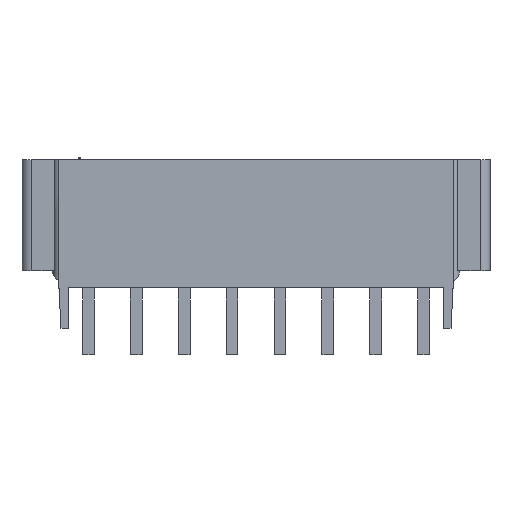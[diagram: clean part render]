
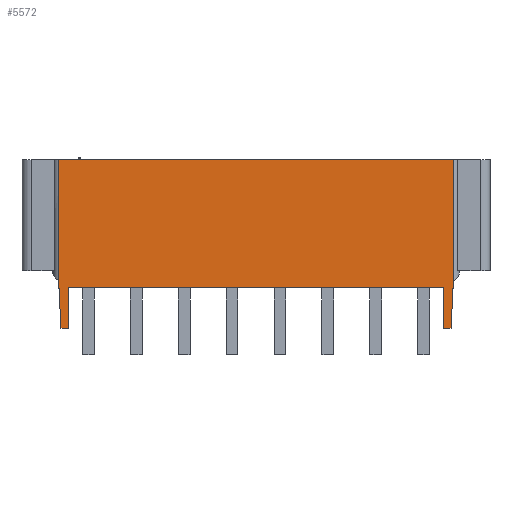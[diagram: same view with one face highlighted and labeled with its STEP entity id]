
A CAD part, front view. The second image highlights one B-rep face of the part: STEP entity #5572.
In plain terms, the highlighted planar face has unit normal (0, -1, 0).
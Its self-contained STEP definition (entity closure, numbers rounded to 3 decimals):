
#92=DIRECTION('',(1.,0.,0.));
#93=VECTOR('',#92,20.955);
#94=CARTESIAN_POINT('',(-10.478,-2.388,0.));
#95=LINE('',#94,#93);
#386=DIRECTION('',(1.,0.,0.));
#387=VECTOR('',#386,19.939);
#388=CARTESIAN_POINT('',(-9.97,-2.388,-6.807));
#389=LINE('',#388,#387);
#390=DIRECTION('',(-0.05,0.,0.999));
#391=VECTOR('',#390,2.543);
#392=CARTESIAN_POINT('',(-10.351,-2.388,-8.966));
#393=LINE('',#392,#391);
#394=DIRECTION('',(0.,0.,1.));
#395=VECTOR('',#394,6.426);
#396=CARTESIAN_POINT('',(-10.478,-2.388,-6.426));
#397=LINE('',#396,#395);
#398=DIRECTION('',(0.,0.,-1.));
#399=VECTOR('',#398,6.426);
#400=CARTESIAN_POINT('',(10.478,-2.388,0.));
#401=LINE('',#400,#399);
#402=DIRECTION('',(-0.05,0.,-0.999));
#403=VECTOR('',#402,2.543);
#404=CARTESIAN_POINT('',(10.478,-2.388,-6.426));
#405=LINE('',#404,#403);
#410=DIRECTION('',(0.,0.,-1.));
#411=VECTOR('',#410,2.159);
#412=CARTESIAN_POINT('',(9.97,-2.388,-6.807));
#413=LINE('',#412,#411);
#431=DIRECTION('',(1.,0.,0.));
#432=VECTOR('',#431,0.381);
#433=CARTESIAN_POINT('',(9.97,-2.388,-8.966));
#434=LINE('',#433,#432);
#718=DIRECTION('',(0.,0.,-1.));
#719=VECTOR('',#718,2.159);
#720=CARTESIAN_POINT('',(-9.97,-2.388,-6.807));
#721=LINE('',#720,#719);
#740=DIRECTION('',(1.,0.,0.));
#741=VECTOR('',#740,0.381);
#742=CARTESIAN_POINT('',(-10.351,-2.388,-8.966));
#743=LINE('',#742,#741);
#4301=CARTESIAN_POINT('',(9.97,-2.388,-8.966));
#4303=VERTEX_POINT('',#4301);
#4306=CARTESIAN_POINT('',(-10.478,-2.388,0.));
#4307=VERTEX_POINT('',#4306);
#4308=CARTESIAN_POINT('',(10.478,-2.388,0.));
#4309=VERTEX_POINT('',#4308);
#4310=CARTESIAN_POINT('',(-9.97,-2.388,-8.966));
#4312=VERTEX_POINT('',#4310);
#4348=CARTESIAN_POINT('',(10.351,-2.388,-8.966));
#4350=VERTEX_POINT('',#4348);
#4353=CARTESIAN_POINT('',(10.478,-2.388,-6.426));
#4354=VERTEX_POINT('',#4353);
#4355=CARTESIAN_POINT('',(-10.351,-2.388,-8.966));
#4356=CARTESIAN_POINT('',(-10.478,-2.388,-6.426));
#4357=VERTEX_POINT('',#4355);
#4358=VERTEX_POINT('',#4356);
#4362=CARTESIAN_POINT('',(9.97,-2.388,-6.807));
#4363=VERTEX_POINT('',#4362);
#4364=CARTESIAN_POINT('',(-9.97,-2.388,-6.807));
#4365=VERTEX_POINT('',#4364);
#5549=CARTESIAN_POINT('',(-10.478,-2.388,0.));
#5550=DIRECTION('',(0.,-1.,0.));
#5551=DIRECTION('',(1.,0.,0.));
#5552=AXIS2_PLACEMENT_3D('',#5549,#5550,#5551);
#5553=PLANE('',#5552);
#5555=ORIENTED_EDGE('',*,*,#5554,.F.);
#5556=ORIENTED_EDGE('',*,*,#5397,.F.);
#5558=ORIENTED_EDGE('',*,*,#5557,.T.);
#5560=ORIENTED_EDGE('',*,*,#5559,.F.);
#5561=ORIENTED_EDGE('',*,*,#5527,.T.);
#5562=ORIENTED_EDGE('',*,*,#5544,.T.);
#5563=ORIENTED_EDGE('',*,*,#5256,.T.);
#5565=ORIENTED_EDGE('',*,*,#5564,.T.);
#5567=ORIENTED_EDGE('',*,*,#5566,.T.);
#5569=ORIENTED_EDGE('',*,*,#5568,.F.);
#5570=EDGE_LOOP('',(#5555,#5556,#5558,#5560,#5561,#5562,#5563,#5565,#5567,
#5569));
#5571=FACE_OUTER_BOUND('',#5570,.F.);
#5256=EDGE_CURVE('',#4307,#4309,#95,.T.);
#5397=EDGE_CURVE('',#4365,#4363,#389,.T.);
#5527=EDGE_CURVE('',#4357,#4358,#393,.T.);
#5544=EDGE_CURVE('',#4358,#4307,#397,.T.);
#5554=EDGE_CURVE('',#4363,#4303,#413,.T.);
#5557=EDGE_CURVE('',#4365,#4312,#721,.T.);
#5559=EDGE_CURVE('',#4357,#4312,#743,.T.);
#5564=EDGE_CURVE('',#4309,#4354,#401,.T.);
#5566=EDGE_CURVE('',#4354,#4350,#405,.T.);
#5568=EDGE_CURVE('',#4303,#4350,#434,.T.);
#5572=ADVANCED_FACE('',(#5571),#5553,.T.);
